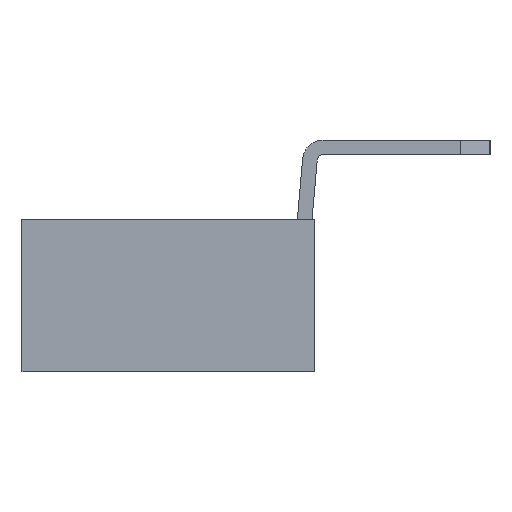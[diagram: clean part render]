
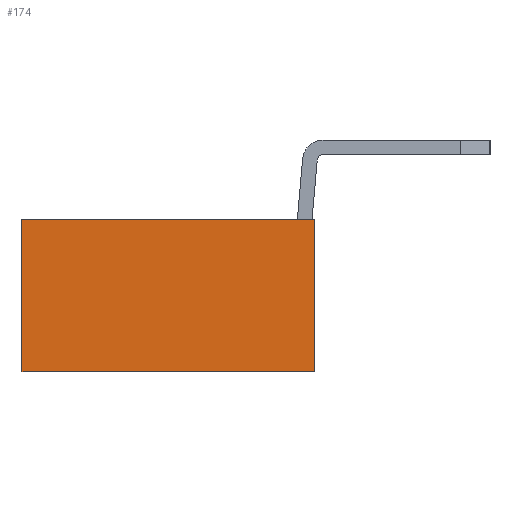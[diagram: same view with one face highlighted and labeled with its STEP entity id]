
A CAD part, left-side view. The second image highlights one B-rep face of the part: STEP entity #174.
In plain terms, the highlighted planar face has unit normal (-1, 0, 0).
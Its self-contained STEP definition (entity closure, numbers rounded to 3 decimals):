
#35=CARTESIAN_POINT('',(27.94,0.,-2.6));
#36=VERTEX_POINT('',#35);
#45=CARTESIAN_POINT('',(27.94,5.,-2.6));
#46=VERTEX_POINT('',#45);
#47=CARTESIAN_POINT('',(27.94,0.,-2.6));
#48=DIRECTION('',(0.,1.,0.));
#49=VECTOR('',#48,5.);
#50=LINE('',#47,#49);
#51=EDGE_CURVE('',#36,#46,#50,.T.);
#144=CARTESIAN_POINT('',(27.94,2.671,-1.3));
#145=DIRECTION('',(0.,0.,1.));
#146=DIRECTION('',(-1.,0.,0.));
#147=AXIS2_PLACEMENT_3D('',#144,#146,#145);
#148=PLANE('',#147);
#149=CARTESIAN_POINT('',(27.94,0.,0.));
#150=VERTEX_POINT('',#149);
#151=CARTESIAN_POINT('',(27.94,0.,0.));
#152=DIRECTION('',(0.,0.,-1.));
#153=VECTOR('',#152,2.6);
#154=LINE('',#151,#153);
#155=EDGE_CURVE('',#150,#36,#154,.T.);
#156=ORIENTED_EDGE('',*,*,#155,.F.);
#157=CARTESIAN_POINT('',(27.94,5.,0.));
#158=VERTEX_POINT('',#157);
#159=CARTESIAN_POINT('',(27.94,0.,0.));
#160=DIRECTION('',(0.,1.,0.));
#161=VECTOR('',#160,5.);
#162=LINE('',#159,#161);
#163=EDGE_CURVE('',#150,#158,#162,.T.);
#164=ORIENTED_EDGE('',*,*,#163,.T.);
#165=CARTESIAN_POINT('',(27.94,5.,0.));
#166=DIRECTION('',(0.,0.,-1.));
#167=VECTOR('',#166,2.6);
#168=LINE('',#165,#167);
#169=EDGE_CURVE('',#158,#46,#168,.T.);
#170=ORIENTED_EDGE('',*,*,#169,.T.);
#171=ORIENTED_EDGE('',*,*,#51,.F.);
#172=EDGE_LOOP('',(#156,#164,#170,#171));
#173=FACE_OUTER_BOUND('',#172,.T.);
#174=ADVANCED_FACE('',(#173),#148,.T.);
